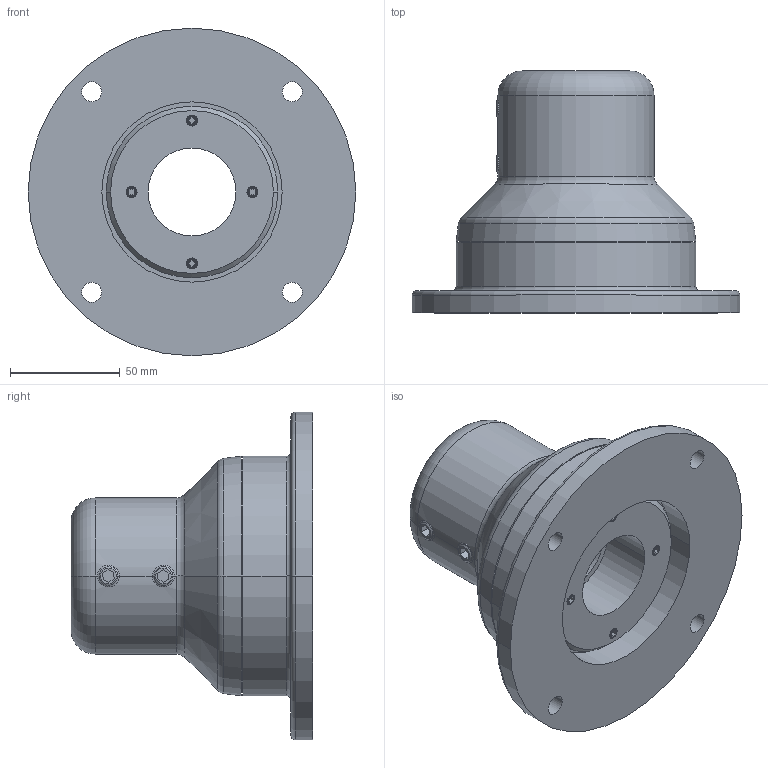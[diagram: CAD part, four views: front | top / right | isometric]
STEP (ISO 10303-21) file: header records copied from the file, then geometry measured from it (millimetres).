
FILE_DESCRIPTION((''),'2;1');
FILE_NAME('STANDFUSS_AUSSENB_CS-480_ASM','2010-11-08T',('M.Fehring'),(''),'PRO/ENGINEER BY PARAMETRIC TECHNOLOGY CORPORATION, 2005070','PRO/ENGINEER BY PARAMETRIC TECHNOLOGY CORPORATION, 2005070','');
FILE_SCHEMA(('AUTOMOTIVE_DESIGN_CC2 { 1 2 10303 214 -1 1 5 2 }'));
Length unit declared in the file: millimetre
Products named in the file (7): STANDF_DREHBAR_OT; AUSSENBEF_FLANSCH_CS-480; GEWINDEH_M50_CS-480; 9263052000; 9263054000; 9263063000; STANDFUSS_AUSSENB_CS-480_ASM
Assembly tree (10 placements, depth 2):
  STANDFUSS_AUSSENB_CS-480_ASM
    STANDF_DREHBAR_OT
    AUSSENBEF_FLANSCH_CS-480
    GEWINDEH_M50_CS-480
    9263052000  x4
    9263054000  x2
    9263063000
Bounding box: 149 x 110 x 149 mm (x, y, z)
Volume: 566997.5 mm3; surface area: 123707 mm2
Topology: 10 solids, 10 shells, 193 faces, 456 edges, 280 vertices
Faces by surface type: plane 71, cylinder 67, cone 37, torus 14, sphere 4
Entity records: 5060 total; most frequent: CARTESIAN_POINT 813, DIRECTION 773, ORIENTED_EDGE 628, AXIS2_PLACEMENT_3D 326, EDGE_CURVE 314, PRESENTATION_STYLE_ASSIGNMENT 252, STYLED_ITEM 252, CURVE_STYLE 248
